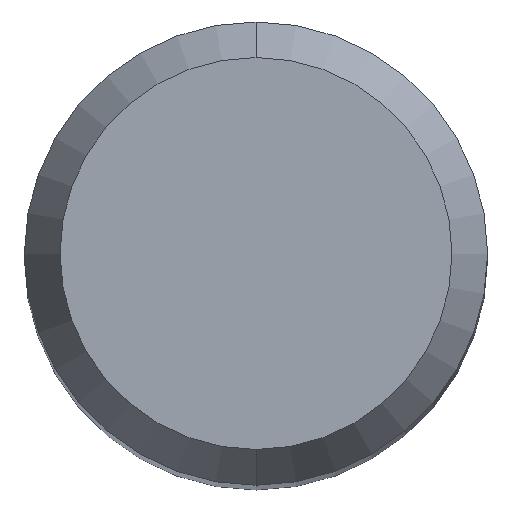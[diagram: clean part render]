
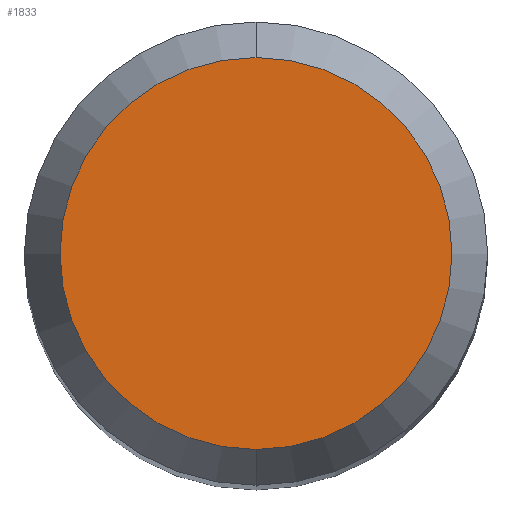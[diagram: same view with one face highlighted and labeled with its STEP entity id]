
A CAD part, top view. The second image highlights one B-rep face of the part: STEP entity #1833.
In plain terms, the highlighted planar face has unit normal (0, 0, 1).
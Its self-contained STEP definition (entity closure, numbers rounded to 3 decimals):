
#1575=VERTEX_POINT('',#3890);
#1597=EDGE_CURVE('',#1697,#1575,#3912,.T.);
#1615=EDGE_CURVE('',#1575,#1697,#3933,.T.);
#1697=VERTEX_POINT('',#4019);
#1833=ADVANCED_FACE('',(#4168),#4169,.T.);
#3890=CARTESIAN_POINT('',(0.,-2.538,0.0));
#3912=CIRCLE('',#7103,2.538);
#3933=CIRCLE('',#7129,2.538);
#4019=CARTESIAN_POINT('',(0.0,2.538,0.0));
#4168=FACE_OUTER_BOUND('',#7779,.T.);
#4169=PLANE('',#7780);
#7103=AXIS2_PLACEMENT_3D('',#13087,#13088,#13089);
#7129=AXIS2_PLACEMENT_3D('',#13133,#13134,#13135);
#7779=EDGE_LOOP('',(#13374,#13375));
#7780=AXIS2_PLACEMENT_3D('',#13376,#13377,#13378);
#13087=CARTESIAN_POINT('',(0.0,0.0,0.0));
#13088=DIRECTION('',(0.0,0.0,-1.0));
#13089=DIRECTION('',(0.0,1.0,0.0));
#13133=CARTESIAN_POINT('',(0.0,0.0,0.0));
#13134=DIRECTION('',(0.0,0.0,-1.0));
#13135=DIRECTION('',(0.0,1.0,0.0));
#13374=ORIENTED_EDGE('',*,*,#1597,.F.);
#13375=ORIENTED_EDGE('',*,*,#1615,.F.);
#13376=CARTESIAN_POINT('',(0.0,1.269,0.0));
#13377=DIRECTION('',(-0.0,0.0,1.0));
#13378=DIRECTION('',(0.0,-1.0,0.0));
